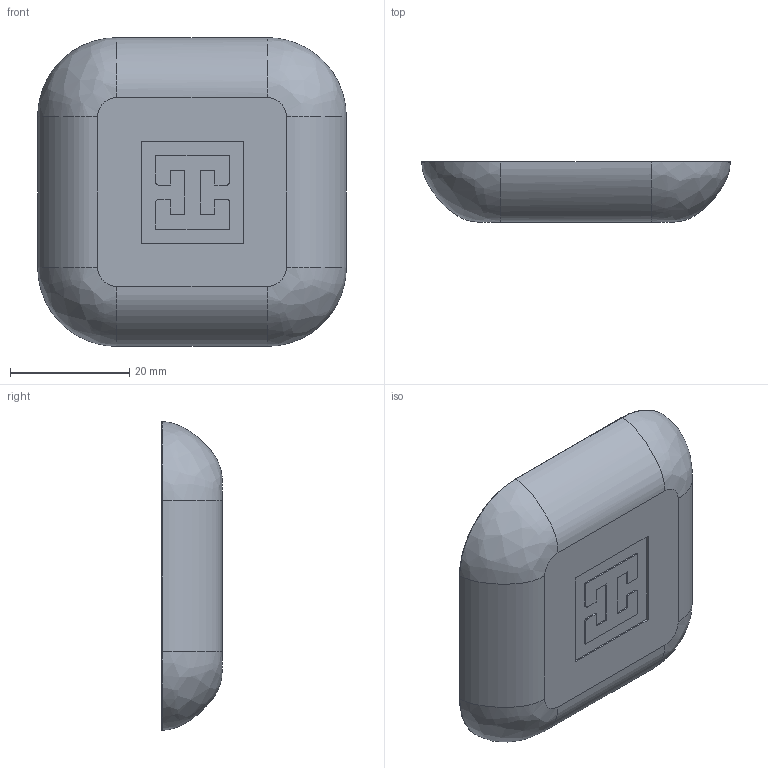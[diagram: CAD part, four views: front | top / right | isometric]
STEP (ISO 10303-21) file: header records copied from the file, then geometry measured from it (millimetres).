
FILE_DESCRIPTION(/* description */ (''),/* implementation_level */ '2;1');
FILE_NAME(/* name */ 'Case Bottom.stp',/* time_stamp */ '2017-04-13T14:48:20-07:00',/* author */ ('Samuel Clay'),/* organization */ (''),/* preprocessor_version */ 'ST-DEVELOPER v16.1',/* originating_system */ 'Autodesk Inventor 2016',/* authorisation */ '');
FILE_SCHEMA (('AUTOMOTIVE_DESIGN { 1 0 10303 214 3 1 1 }'));
Length unit declared in the file: inch
Products named in the file (1): Case Bottom
Bounding box: 51.87 x 10.16 x 51.87 mm (x, y, z)
Volume: 10910.1 mm3; surface area: 6969.4 mm2
Topology: 1 solids, 1 shells, 67 faces, 247 edges, 249 vertices
Faces by surface type: plane 43, bspline 24
Entity records: 4072 total; most frequent: CARTESIAN_POINT 2267, ORIENTED_EDGE 356, DIRECTION 296, EDGE_CURVE 178, LINE 166, VECTOR 166, VERTEX_POINT 116, EDGE_LOOP 70
